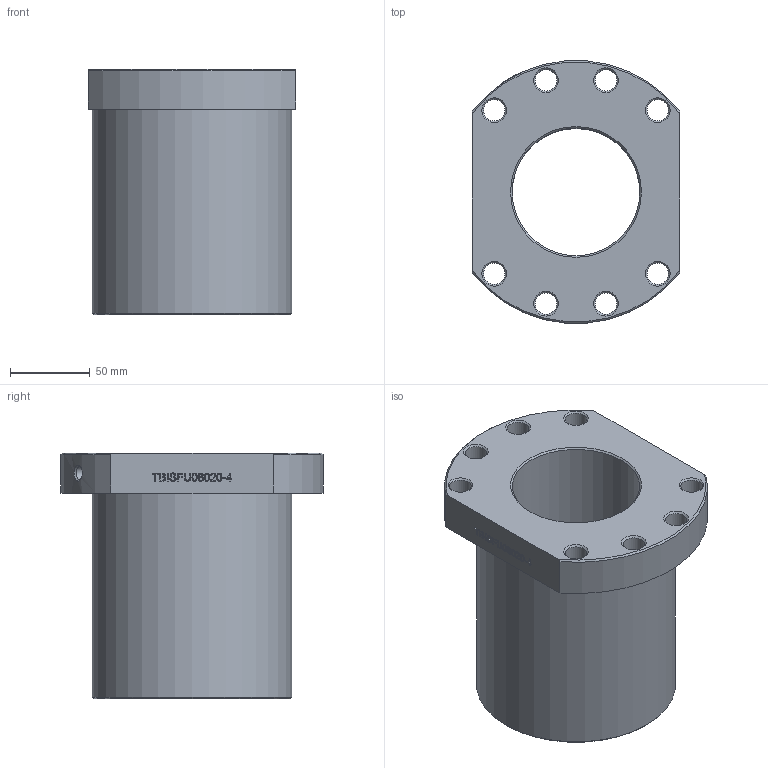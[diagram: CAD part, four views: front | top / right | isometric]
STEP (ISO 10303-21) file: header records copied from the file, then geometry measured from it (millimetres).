
FILE_DESCRIPTION(/* description */ (''),/* implementation_level */ '2;1');
FILE_NAME(/* name */ 'SFU08020-4.stp',/* time_stamp */ '2020-03-23T22:11:31+08:00',/* author */ (''),/* organization */ (''),/* preprocessor_version */ 'ST-DEVELOPER v16',/* originating_system */ 'SIEMENS PLM Software NX 10.0',/* authorisation */ '');
FILE_SCHEMA (('AUTOMOTIVE_DESIGN { 1 0 10303 214 3 1 1 1 }'));
Length unit declared in the file: millimetre
Products named in the file (1): Admi0BFC4609nb0w
Bounding box: 130 x 164.44 x 154 mm (x, y, z)
Volume: 1251755 mm3; surface area: 136226 mm2
Topology: 1 solids, 1 shells, 142 faces, 341 edges, 224 vertices
Faces by surface type: plane 80, extrusion 33, cylinder 14, cone 14, bspline 1
Full cylindrical faces by diameter (mm): 6.8 x1, 8 x1, 13.5 x8, 80 x1, 125 x1
Entity records: 5260 total; most frequent: CARTESIAN_POINT 2213, ORIENTED_EDGE 624, DIRECTION 478, EDGE_CURVE 312, VERTEX_POINT 221, EDGE_LOOP 208, VECTOR 180, B_SPLINE_CURVE_WITH_KNOTS 158
